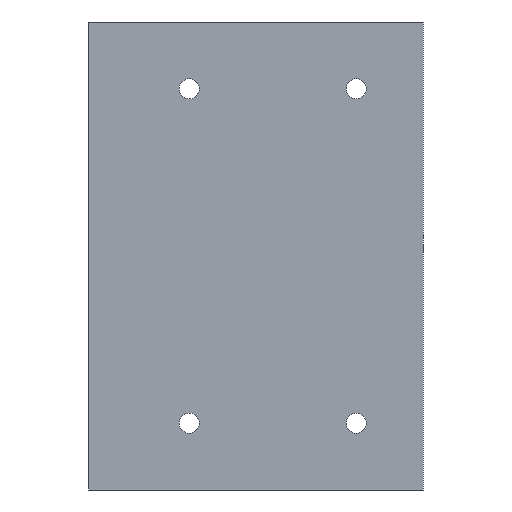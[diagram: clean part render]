
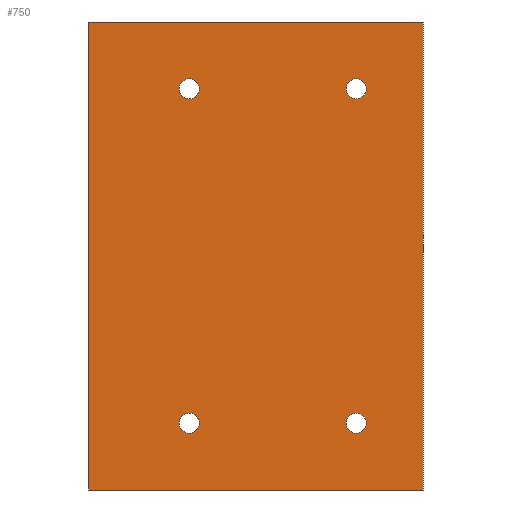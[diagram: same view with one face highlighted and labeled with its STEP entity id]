
A CAD part, front view. The second image highlights one B-rep face of the part: STEP entity #750.
In plain terms, the highlighted planar face has unit normal (0, -1, 0).
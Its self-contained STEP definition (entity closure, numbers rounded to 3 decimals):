
#1 = FACE_OUTER_BOUND ( 'NONE', #673, .T. ) ;
#4 = VERTEX_POINT ( 'NONE', #149 ) ;
#6 = CARTESIAN_POINT ( 'NONE',  ( 40., 0., 10. ) ) ;
#8 = DIRECTION ( 'NONE',  ( 0., 0., 1. ) ) ;
#16 = DIRECTION ( 'NONE',  ( 0., 1., 0. ) ) ;
#20 = FACE_BOUND ( 'NONE', #835, .T. ) ;
#22 = ORIENTED_EDGE ( 'NONE', *, *, #615, .F. ) ;
#27 = CARTESIAN_POINT ( 'NONE',  ( 4., 0., 0. ) ) ;
#92 = CARTESIAN_POINT ( 'NONE',  ( 0., 0., 0. ) ) ;
#106 = DIRECTION ( 'NONE',  ( 0., 0., -1. ) ) ;
#113 = EDGE_LOOP ( 'NONE', ( #308, #683 ) ) ;
#117 = CARTESIAN_POINT ( 'NONE',  ( 40., 0., 61.5 ) ) ;
#118 = DIRECTION ( 'NONE',  ( 1., 0., 0. ) ) ;
#119 = AXIS2_PLACEMENT_3D ( 'NONE', #255, #16, #562 ) ;
#122 = CARTESIAN_POINT ( 'NONE',  ( 40., 0., 60. ) ) ;
#124 = VERTEX_POINT ( 'NONE', #439 ) ;
#135 = CIRCLE ( 'NONE', #495, 1.5 ) ;
#139 = LINE ( 'NONE', #387, #726 ) ;
#143 = CARTESIAN_POINT ( 'NONE',  ( 50., 0., 0. ) ) ;
#149 = CARTESIAN_POINT ( 'NONE',  ( 40., 0., 11.5 ) ) ;
#169 = VECTOR ( 'NONE', #118, 1000. ) ;
#176 = CARTESIAN_POINT ( 'NONE',  ( 50., 0., 70. ) ) ;
#184 = AXIS2_PLACEMENT_3D ( 'NONE', #654, #275, #345 ) ;
#186 = EDGE_CURVE ( 'NONE', #397, #639, #868, .T. ) ;
#197 = DIRECTION ( 'NONE',  ( 0., 0., 1. ) ) ;
#209 = ORIENTED_EDGE ( 'NONE', *, *, #302, .T. ) ;
#211 = LINE ( 'NONE', #176, #595 ) ;
#221 = DIRECTION ( 'NONE',  ( 0., 0., 1. ) ) ;
#254 = CARTESIAN_POINT ( 'NONE',  ( 4., 0., 70. ) ) ;
#255 = CARTESIAN_POINT ( 'NONE',  ( 15., 0., 60. ) ) ;
#261 = VERTEX_POINT ( 'NONE', #416 ) ;
#264 = CARTESIAN_POINT ( 'NONE',  ( 40., 0., 10. ) ) ;
#265 = DIRECTION ( 'NONE',  ( 0., 1., 0. ) ) ;
#267 = EDGE_CURVE ( 'NONE', #4, #358, #322, .T. ) ;
#268 = FACE_BOUND ( 'NONE', #113, .T. ) ;
#274 = VERTEX_POINT ( 'NONE', #720 ) ;
#275 = DIRECTION ( 'NONE',  ( 0., 1., 0. ) ) ;
#301 = ORIENTED_EDGE ( 'NONE', *, *, #930, .T. ) ;
#302 = EDGE_CURVE ( 'NONE', #816, #542, #955, .T. ) ;
#308 = ORIENTED_EDGE ( 'NONE', *, *, #267, .T. ) ;
#316 = DIRECTION ( 'NONE',  ( 1., 0., 0. ) ) ;
#319 = CIRCLE ( 'NONE', #479, 1.5 ) ;
#322 = CIRCLE ( 'NONE', #427, 1.5 ) ;
#345 = DIRECTION ( 'NONE',  ( 0., 0., 1. ) ) ;
#358 = VERTEX_POINT ( 'NONE', #360 ) ;
#359 = CARTESIAN_POINT ( 'NONE',  ( 15., 0., 61.5 ) ) ;
#360 = CARTESIAN_POINT ( 'NONE',  ( 40., 0., 8.5 ) ) ;
#387 = CARTESIAN_POINT ( 'NONE',  ( 0., 0., 70. ) ) ;
#391 = FACE_BOUND ( 'NONE', #577, .T. ) ;
#397 = VERTEX_POINT ( 'NONE', #359 ) ;
#413 = DIRECTION ( 'NONE',  ( 0., 0., 1. ) ) ;
#416 = CARTESIAN_POINT ( 'NONE',  ( 40., 0., 58.5 ) ) ;
#427 = AXIS2_PLACEMENT_3D ( 'NONE', #264, #943, #413 ) ;
#439 = CARTESIAN_POINT ( 'NONE',  ( 15., 0., 11.5 ) ) ;
#464 = CARTESIAN_POINT ( 'NONE',  ( 15., 0., 58.5 ) ) ;
#479 = AXIS2_PLACEMENT_3D ( 'NONE', #653, #265, #197 ) ;
#482 = PLANE ( 'NONE',  #801 ) ;
#485 = VECTOR ( 'NONE', #503, 1000. ) ;
#486 = CIRCLE ( 'NONE', #119, 1.5 ) ;
#488 = ORIENTED_EDGE ( 'NONE', *, *, #881, .T. ) ;
#491 = DIRECTION ( 'NONE',  ( 0., 0., 1. ) ) ;
#495 = AXIS2_PLACEMENT_3D ( 'NONE', #6, #703, #8 ) ;
#503 = DIRECTION ( 'NONE',  ( 0., 0., -1. ) ) ;
#508 = AXIS2_PLACEMENT_3D ( 'NONE', #122, #953, #491 ) ;
#524 = AXIS2_PLACEMENT_3D ( 'NONE', #911, #757, #221 ) ;
#533 = VERTEX_POINT ( 'NONE', #900 ) ;
#535 = CARTESIAN_POINT ( 'NONE',  ( 40., 0., 60. ) ) ;
#537 = DIRECTION ( 'NONE',  ( 0., 1., 0. ) ) ;
#542 = VERTEX_POINT ( 'NONE', #143 ) ;
#548 = AXIS2_PLACEMENT_3D ( 'NONE', #535, #537, #699 ) ;
#551 = DIRECTION ( 'NONE',  ( 0., 0., 1. ) ) ;
#562 = DIRECTION ( 'NONE',  ( 0., 0., 1. ) ) ;
#577 = EDGE_LOOP ( 'NONE', ( #662, #980 ) ) ;
#580 = CIRCLE ( 'NONE', #524, 1.5 ) ;
#595 = VECTOR ( 'NONE', #106, 1000. ) ;
#615 = EDGE_CURVE ( 'NONE', #533, #274, #139, .T. ) ;
#630 = EDGE_CURVE ( 'NONE', #358, #4, #135, .T. ) ;
#638 = EDGE_CURVE ( 'NONE', #261, #904, #944, .T. ) ;
#639 = VERTEX_POINT ( 'NONE', #464 ) ;
#653 = CARTESIAN_POINT ( 'NONE',  ( 15., 0., 10. ) ) ;
#654 = CARTESIAN_POINT ( 'NONE',  ( 15., 0., 60. ) ) ;
#661 = ORIENTED_EDGE ( 'NONE', *, *, #873, .T. ) ;
#662 = ORIENTED_EDGE ( 'NONE', *, *, #186, .T. ) ;
#665 = CARTESIAN_POINT ( 'NONE',  ( 15., 0., 8.5 ) ) ;
#673 = EDGE_LOOP ( 'NONE', ( #209, #700, #22, #824 ) ) ;
#677 = EDGE_CURVE ( 'NONE', #274, #542, #211, .T. ) ;
#683 = ORIENTED_EDGE ( 'NONE', *, *, #630, .T. ) ;
#690 = CARTESIAN_POINT ( 'NONE',  ( 0., 0., 70. ) ) ;
#699 = DIRECTION ( 'NONE',  ( 0., 0., 1. ) ) ;
#700 = ORIENTED_EDGE ( 'NONE', *, *, #677, .F. ) ;
#703 = DIRECTION ( 'NONE',  ( 0., 1., 0. ) ) ;
#709 = EDGE_CURVE ( 'NONE', #639, #397, #486, .T. ) ;
#720 = CARTESIAN_POINT ( 'NONE',  ( 50., 0., 70. ) ) ;
#726 = VECTOR ( 'NONE', #316, 1000. ) ;
#750 = ADVANCED_FACE ( 'NONE', ( #268, #20, #1, #391, #968 ), #482, .F. ) ;
#757 = DIRECTION ( 'NONE',  ( 0., 1., 0. ) ) ;
#801 = AXIS2_PLACEMENT_3D ( 'NONE', #254, #856, #551 ) ;
#805 = LINE ( 'NONE', #690, #485 ) ;
#816 = VERTEX_POINT ( 'NONE', #92 ) ;
#824 = ORIENTED_EDGE ( 'NONE', *, *, #962, .T. ) ;
#835 = EDGE_LOOP ( 'NONE', ( #661, #894 ) ) ;
#856 = DIRECTION ( 'NONE',  ( 0., 1., 0. ) ) ;
#868 = CIRCLE ( 'NONE', #184, 1.5 ) ;
#869 = EDGE_LOOP ( 'NONE', ( #488, #301 ) ) ;
#873 = EDGE_CURVE ( 'NONE', #904, #261, #875, .T. ) ;
#875 = CIRCLE ( 'NONE', #508, 1.5 ) ;
#881 = EDGE_CURVE ( 'NONE', #124, #913, #319, .T. ) ;
#894 = ORIENTED_EDGE ( 'NONE', *, *, #638, .T. ) ;
#900 = CARTESIAN_POINT ( 'NONE',  ( 0., 0., 70. ) ) ;
#904 = VERTEX_POINT ( 'NONE', #117 ) ;
#911 = CARTESIAN_POINT ( 'NONE',  ( 15., 0., 10. ) ) ;
#913 = VERTEX_POINT ( 'NONE', #665 ) ;
#930 = EDGE_CURVE ( 'NONE', #913, #124, #580, .T. ) ;
#943 = DIRECTION ( 'NONE',  ( 0., 1., 0. ) ) ;
#944 = CIRCLE ( 'NONE', #548, 1.5 ) ;
#953 = DIRECTION ( 'NONE',  ( 0., 1., 0. ) ) ;
#955 = LINE ( 'NONE', #27, #169 ) ;
#962 = EDGE_CURVE ( 'NONE', #533, #816, #805, .T. ) ;
#968 = FACE_BOUND ( 'NONE', #869, .T. ) ;
#980 = ORIENTED_EDGE ( 'NONE', *, *, #709, .T. ) ;
